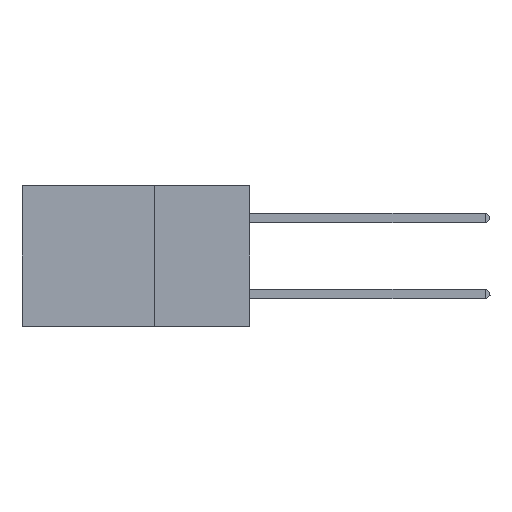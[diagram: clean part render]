
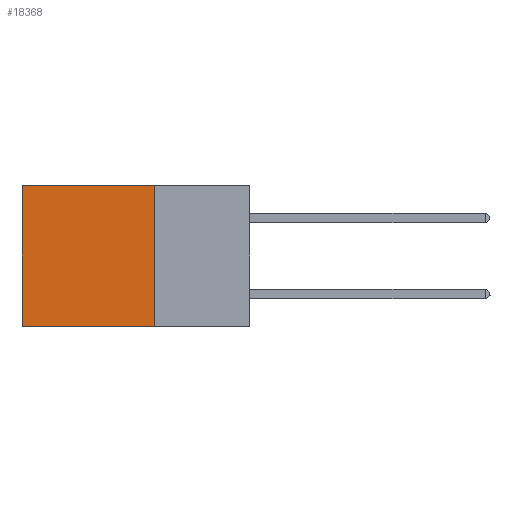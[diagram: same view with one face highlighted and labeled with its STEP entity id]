
A CAD part, left-side view. The second image highlights one B-rep face of the part: STEP entity #18368.
In plain terms, the highlighted planar face has unit normal (-1, 0, 0).
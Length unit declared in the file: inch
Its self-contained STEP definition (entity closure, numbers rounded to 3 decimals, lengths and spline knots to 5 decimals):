
#1961 = CARTESIAN_POINT ( 'NONE',  ( 0.2875, 0.25, 0. ) ) ;
#2135 = ORIENTED_EDGE ( 'NONE', *, *, #9485, .F. ) ;
#3926 = LINE ( 'NONE', #10346, #39570 ) ;
#4416 = CARTESIAN_POINT ( 'NONE',  ( 0.2875, 0.6, 0. ) ) ;
#6074 = VECTOR ( 'NONE', #26402, 39.37008 ) ;
#6303 = VERTEX_POINT ( 'NONE', #29705 ) ;
#7141 = LINE ( 'NONE', #12603, #6074 ) ;
#8307 = ORIENTED_EDGE ( 'NONE', *, *, #27328, .T. ) ;
#9384 = LINE ( 'NONE', #31242, #17535 ) ;
#9485 = EDGE_CURVE ( 'NONE', #15265, #6303, #9384, .T. ) ;
#10346 = CARTESIAN_POINT ( 'NONE',  ( 0.2875, 0.25, 0. ) ) ;
#11801 = ORIENTED_EDGE ( 'NONE', *, *, #18525, .T. ) ;
#11934 = VERTEX_POINT ( 'NONE', #4416 ) ;
#12603 = CARTESIAN_POINT ( 'NONE',  ( 0.2875, 0.25, -0.37 ) ) ;
#13867 = DIRECTION ( 'NONE',  ( 0., 1., 0. ) ) ;
#15265 = VERTEX_POINT ( 'NONE', #1961 ) ;
#17535 = VECTOR ( 'NONE', #31388, 39.37008 ) ;
#18368 = ADVANCED_FACE ( 'NONE', ( #20850 ), #37150, .F. ) ;
#18525 = EDGE_CURVE ( 'NONE', #15265, #11934, #3926, .T. ) ;
#19927 = CARTESIAN_POINT ( 'NONE',  ( 0.2875, 0.25, 0. ) ) ;
#20079 = ORIENTED_EDGE ( 'NONE', *, *, #41028, .F. ) ;
#20850 = FACE_OUTER_BOUND ( 'NONE', #26358, .T. ) ;
#23409 = DIRECTION ( 'NONE',  ( 0., 0., -1. ) ) ;
#23830 = VECTOR ( 'NONE', #33677, 39.37008 ) ;
#24670 = CARTESIAN_POINT ( 'NONE',  ( 0.2875, 0.6, -0.37 ) ) ;
#26002 = LINE ( 'NONE', #26751, #23830 ) ;
#26358 = EDGE_LOOP ( 'NONE', ( #8307, #20079, #2135, #11801 ) ) ;
#26402 = DIRECTION ( 'NONE',  ( 0., 1., 0. ) ) ;
#26751 = CARTESIAN_POINT ( 'NONE',  ( 0.2875, 0.6, 0. ) ) ;
#26806 = AXIS2_PLACEMENT_3D ( 'NONE', #19927, #44060, #23409 ) ;
#27328 = EDGE_CURVE ( 'NONE', #11934, #43589, #26002, .T. ) ;
#29705 = CARTESIAN_POINT ( 'NONE',  ( 0.2875, 0.25, -0.37 ) ) ;
#31242 = CARTESIAN_POINT ( 'NONE',  ( 0.2875, 0.25, 0. ) ) ;
#31388 = DIRECTION ( 'NONE',  ( 0., 0., -1. ) ) ;
#33677 = DIRECTION ( 'NONE',  ( 0., 0., -1. ) ) ;
#37150 = PLANE ( 'NONE',  #26806 ) ;
#39570 = VECTOR ( 'NONE', #13867, 39.37008 ) ;
#41028 = EDGE_CURVE ( 'NONE', #6303, #43589, #7141, .T. ) ;
#43589 = VERTEX_POINT ( 'NONE', #24670 ) ;
#44060 = DIRECTION ( 'NONE',  ( 1., 0., 0. ) ) ;
